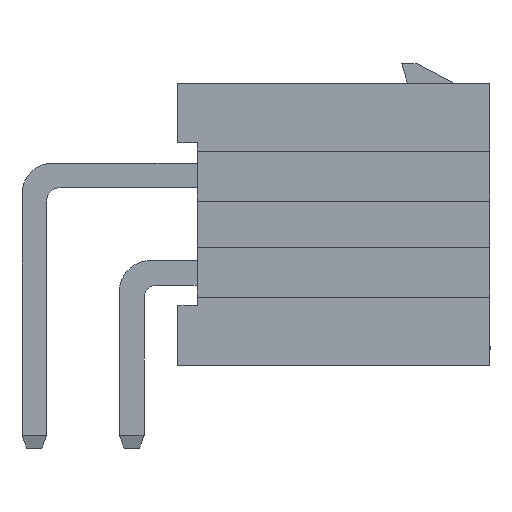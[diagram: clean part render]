
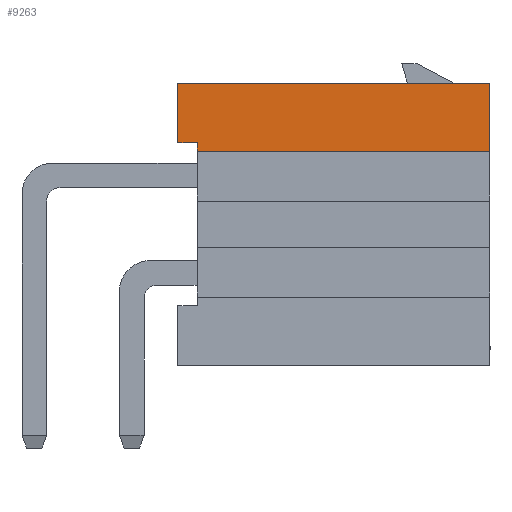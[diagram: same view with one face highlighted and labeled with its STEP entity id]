
A CAD part, left-side view. The second image highlights one B-rep face of the part: STEP entity #9263.
In plain terms, the highlighted planar face has unit normal (-1, 0, 0).
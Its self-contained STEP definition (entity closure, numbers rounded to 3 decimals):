
#5914=CARTESIAN_POINT('',(-16.,0.,3.675));
#5915=VERTEX_POINT('',#5914);
#5922=CARTESIAN_POINT('',(-16.,0.,1.9));
#5923=VERTEX_POINT('',#5922);
#5924=CARTESIAN_POINT('',(-16.,0.,3.675));
#5925=DIRECTION('',(0.,0.,-1.));
#5926=VECTOR('',#5925,1.775);
#5927=LINE('',#5924,#5926);
#5928=EDGE_CURVE('',#5915,#5923,#5927,.T.);
#9207=CARTESIAN_POINT('',(-16.,8.13,3.675));
#9208=VERTEX_POINT('',#9207);
#9215=CARTESIAN_POINT('',(-16.,8.13,3.675));
#9216=DIRECTION('',(0.,-1.,0.));
#9217=VECTOR('',#9216,8.13);
#9218=LINE('',#9215,#9217);
#9219=EDGE_CURVE('',#9208,#5915,#9218,.T.);
#9224=CARTESIAN_POINT('',(-16.,4.065,0.));
#9225=DIRECTION('',(0.,-1.,0.));
#9226=DIRECTION('',(-1.,0.,0.));
#9227=AXIS2_PLACEMENT_3D('',#9224,#9226,#9225);
#9228=PLANE('',#9227);
#9229=ORIENTED_EDGE('',*,*,#9219,.F.);
#9230=CARTESIAN_POINT('',(-16.,8.13,2.125));
#9231=VERTEX_POINT('',#9230);
#9232=CARTESIAN_POINT('',(-16.,8.13,3.675));
#9233=DIRECTION('',(0.,0.,-1.));
#9234=VECTOR('',#9233,1.55);
#9235=LINE('',#9232,#9234);
#9236=EDGE_CURVE('',#9208,#9231,#9235,.T.);
#9237=ORIENTED_EDGE('',*,*,#9236,.T.);
#9238=CARTESIAN_POINT('',(-16.,7.62,2.125));
#9239=VERTEX_POINT('',#9238);
#9240=CARTESIAN_POINT('',(-16.,8.13,2.125));
#9241=DIRECTION('',(0.,-1.,0.));
#9242=VECTOR('',#9241,0.51);
#9243=LINE('',#9240,#9242);
#9244=EDGE_CURVE('',#9231,#9239,#9243,.T.);
#9245=ORIENTED_EDGE('',*,*,#9244,.T.);
#9246=CARTESIAN_POINT('',(-16.,7.62,1.9));
#9247=VERTEX_POINT('',#9246);
#9248=CARTESIAN_POINT('',(-16.,7.62,2.125));
#9249=DIRECTION('',(0.,0.,-1.));
#9250=VECTOR('',#9249,0.225);
#9251=LINE('',#9248,#9250);
#9252=EDGE_CURVE('',#9239,#9247,#9251,.T.);
#9253=ORIENTED_EDGE('',*,*,#9252,.T.);
#9254=CARTESIAN_POINT('',(-16.,7.62,1.9));
#9255=DIRECTION('',(0.,-1.,0.));
#9256=VECTOR('',#9255,7.62);
#9257=LINE('',#9254,#9256);
#9258=EDGE_CURVE('',#9247,#5923,#9257,.T.);
#9259=ORIENTED_EDGE('',*,*,#9258,.T.);
#9260=ORIENTED_EDGE('',*,*,#5928,.F.);
#9261=EDGE_LOOP('',(#9229,#9237,#9245,#9253,#9259,#9260));
#9262=FACE_OUTER_BOUND('',#9261,.T.);
#9263=ADVANCED_FACE('',(#9262),#9228,.T.);
